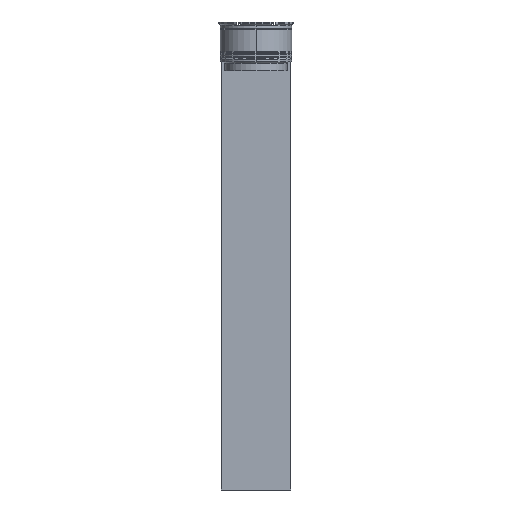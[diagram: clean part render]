
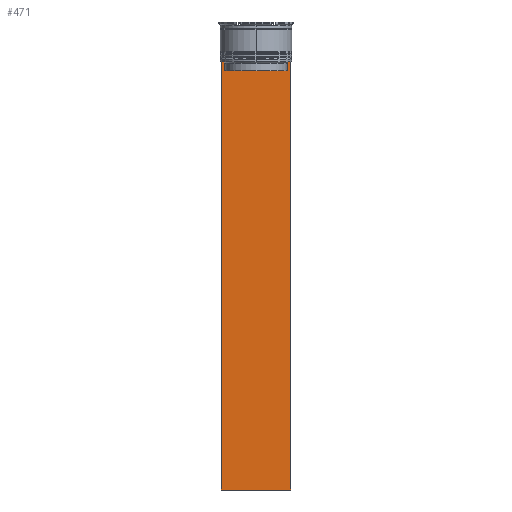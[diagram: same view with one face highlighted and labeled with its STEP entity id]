
A CAD part, left-side view. The second image highlights one B-rep face of the part: STEP entity #471.
In plain terms, the highlighted planar face has unit normal (-1, 0, 0).
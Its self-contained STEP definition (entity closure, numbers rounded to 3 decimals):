
#128 = VECTOR ( 'NONE', #1267, 1000. ) ;
#188 = CARTESIAN_POINT ( 'NONE',  ( -0.5, -11.389, -14. ) ) ;
#195 = EDGE_CURVE ( 'NONE', #1229, #1808, #206, .T. ) ;
#206 = LINE ( 'NONE', #2291, #2339 ) ;
#213 = CARTESIAN_POINT ( 'NONE',  ( -0.5, 11.055, -14.333 ) ) ;
#214 = DIRECTION ( 'NONE',  ( 0., 1., 0. ) ) ;
#229 = LINE ( 'NONE', #653, #403 ) ;
#237 = LINE ( 'NONE', #2372, #2390 ) ;
#247 = ORIENTED_EDGE ( 'NONE', *, *, #2642, .F. ) ;
#308 = LINE ( 'NONE', #1153, #2381 ) ;
#354 = EDGE_CURVE ( 'NONE', #1478, #2762, #237, .T. ) ;
#368 = FACE_OUTER_BOUND ( 'NONE', #1667, .T. ) ;
#391 = DIRECTION ( 'NONE',  ( -1., 0., 0. ) ) ;
#394 = CARTESIAN_POINT ( 'NONE',  ( -0.5, -11.222, -14.167 ) ) ;
#403 = VECTOR ( 'NONE', #214, 1000. ) ;
#408 = CARTESIAN_POINT ( 'NONE',  ( -0.5, 11.389, -14. ) ) ;
#471 = ADVANCED_FACE ( 'NONE', ( #368 ), #1697, .T. ) ;
#501 = EDGE_CURVE ( 'NONE', #1808, #872, #2528, .T. ) ;
#544 = DIRECTION ( 'NONE',  ( 0., -1., 0. ) ) ;
#575 = ORIENTED_EDGE ( 'NONE', *, *, #501, .F. ) ;
#653 = CARTESIAN_POINT ( 'NONE',  ( -0.5, -12.25, -164. ) ) ;
#719 = ORIENTED_EDGE ( 'NONE', *, *, #1318, .F. ) ;
#739 = EDGE_CURVE ( 'NONE', #1229, #1568, #1491, .T. ) ;
#782 = ORIENTED_EDGE ( 'NONE', *, *, #1734, .F. ) ;
#788 = CARTESIAN_POINT ( 'NONE',  ( -0.5, -12.25, 10.52 ) ) ;
#849 = CARTESIAN_POINT ( 'NONE',  ( -0.5, -12.25, -14. ) ) ;
#872 = VERTEX_POINT ( 'NONE', #1969 ) ;
#883 = CARTESIAN_POINT ( 'NONE',  ( -0.5, 10.889, 0. ) ) ;
#993 = ORIENTED_EDGE ( 'NONE', *, *, #195, .F. ) ;
#1006 = LINE ( 'NONE', #788, #2305 ) ;
#1063 = ORIENTED_EDGE ( 'NONE', *, *, #2051, .F. ) ;
#1107 = DIRECTION ( 'NONE',  ( 0., 0., 1. ) ) ;
#1152 = CARTESIAN_POINT ( 'NONE',  ( -0.5, -10.889, -17. ) ) ;
#1153 = CARTESIAN_POINT ( 'NONE',  ( -0.5, -12.25, -14. ) ) ;
#1195 = EDGE_CURVE ( 'NONE', #2762, #2371, #1386, .T. ) ;
#1229 = VERTEX_POINT ( 'NONE', #1507 ) ;
#1267 = DIRECTION ( 'NONE',  ( 0., 0., -1. ) ) ;
#1318 = EDGE_CURVE ( 'NONE', #2104, #1568, #229, .T. ) ;
#1342 = CARTESIAN_POINT ( 'NONE',  ( -0.5, 10.9, -17. ) ) ;
#1348 = ORIENTED_EDGE ( 'NONE', *, *, #739, .T. ) ;
#1386 = B_SPLINE_CURVE_WITH_KNOTS ( 'NONE', 3,
 ( #2767, #2331, #394, #188 ),
 .UNSPECIFIED., .F., .F.,
 ( 4, 4 ),
 ( 0.05, 0.051 ),
 .UNSPECIFIED. ) ;
#1478 = VERTEX_POINT ( 'NONE', #1152 ) ;
#1491 = LINE ( 'NONE', #2545, #128 ) ;
#1507 = CARTESIAN_POINT ( 'NONE',  ( -0.5, 12.25, -14. ) ) ;
#1543 = ORIENTED_EDGE ( 'NONE', *, *, #1195, .F. ) ;
#1558 = DIRECTION ( 'NONE',  ( 0., 0., -1. ) ) ;
#1568 = VERTEX_POINT ( 'NONE', #2088 ) ;
#1603 = VERTEX_POINT ( 'NONE', #2556 ) ;
#1667 = EDGE_LOOP ( 'NONE', ( #575, #993, #1348, #719, #1063, #2263, #1543, #1991, #247, #782 ) ) ;
#1697 = PLANE ( 'NONE',  #2116 ) ;
#1711 = DIRECTION ( 'NONE',  ( 0., 0., 1. ) ) ;
#1734 = EDGE_CURVE ( 'NONE', #872, #1603, #1978, .T. ) ;
#1796 = VECTOR ( 'NONE', #1985, 1000. ) ;
#1808 = VERTEX_POINT ( 'NONE', #2599 ) ;
#1923 = CARTESIAN_POINT ( 'NONE',  ( -0.5, 11.222, -14.167 ) ) ;
#1969 = CARTESIAN_POINT ( 'NONE',  ( -0.5, 10.889, -14.5 ) ) ;
#1978 = LINE ( 'NONE', #883, #2580 ) ;
#1985 = DIRECTION ( 'NONE',  ( 0., -1., 0. ) ) ;
#1991 = ORIENTED_EDGE ( 'NONE', *, *, #354, .F. ) ;
#2038 = VERTEX_POINT ( 'NONE', #849 ) ;
#2051 = EDGE_CURVE ( 'NONE', #2038, #2104, #1006, .T. ) ;
#2088 = CARTESIAN_POINT ( 'NONE',  ( -0.5, 12.25, -164. ) ) ;
#2104 = VERTEX_POINT ( 'NONE', #2552 ) ;
#2116 = AXIS2_PLACEMENT_3D ( 'NONE', #2365, #391, #1711 ) ;
#2263 = ORIENTED_EDGE ( 'NONE', *, *, #2744, .F. ) ;
#2291 = CARTESIAN_POINT ( 'NONE',  ( -0.5, -12.25, -14. ) ) ;
#2305 = VECTOR ( 'NONE', #2355, 1000. ) ;
#2331 = CARTESIAN_POINT ( 'NONE',  ( -0.5, -11.055, -14.333 ) ) ;
#2339 = VECTOR ( 'NONE', #2523, 1000. ) ;
#2355 = DIRECTION ( 'NONE',  ( 0., 0., -1. ) ) ;
#2365 = CARTESIAN_POINT ( 'NONE',  ( -0.5, -12.25, 10.52 ) ) ;
#2371 = VERTEX_POINT ( 'NONE', #2695 ) ;
#2372 = CARTESIAN_POINT ( 'NONE',  ( -0.5, -10.889, 0. ) ) ;
#2381 = VECTOR ( 'NONE', #544, 1000. ) ;
#2390 = VECTOR ( 'NONE', #1107, 1000. ) ;
#2489 = CARTESIAN_POINT ( 'NONE',  ( -0.5, -10.889, -14.5 ) ) ;
#2523 = DIRECTION ( 'NONE',  ( 0., -1., 0. ) ) ;
#2528 = B_SPLINE_CURVE_WITH_KNOTS ( 'NONE', 3,
 ( #408, #1923, #213, #2790 ),
 .UNSPECIFIED., .F., .F.,
 ( 4, 4 ),
 ( 0.019, 0.02 ),
 .UNSPECIFIED. ) ;
#2545 = CARTESIAN_POINT ( 'NONE',  ( -0.5, 12.25, 10.52 ) ) ;
#2552 = CARTESIAN_POINT ( 'NONE',  ( -0.5, -12.25, -164. ) ) ;
#2556 = CARTESIAN_POINT ( 'NONE',  ( -0.5, 10.889, -17. ) ) ;
#2580 = VECTOR ( 'NONE', #1558, 1000. ) ;
#2599 = CARTESIAN_POINT ( 'NONE',  ( -0.5, 11.389, -14. ) ) ;
#2636 = LINE ( 'NONE', #1342, #1796 ) ;
#2642 = EDGE_CURVE ( 'NONE', #1603, #1478, #2636, .T. ) ;
#2695 = CARTESIAN_POINT ( 'NONE',  ( -0.5, -11.389, -14. ) ) ;
#2744 = EDGE_CURVE ( 'NONE', #2371, #2038, #308, .T. ) ;
#2762 = VERTEX_POINT ( 'NONE', #2489 ) ;
#2767 = CARTESIAN_POINT ( 'NONE',  ( -0.5, -10.889, -14.5 ) ) ;
#2790 = CARTESIAN_POINT ( 'NONE',  ( -0.5, 10.889, -14.5 ) ) ;
